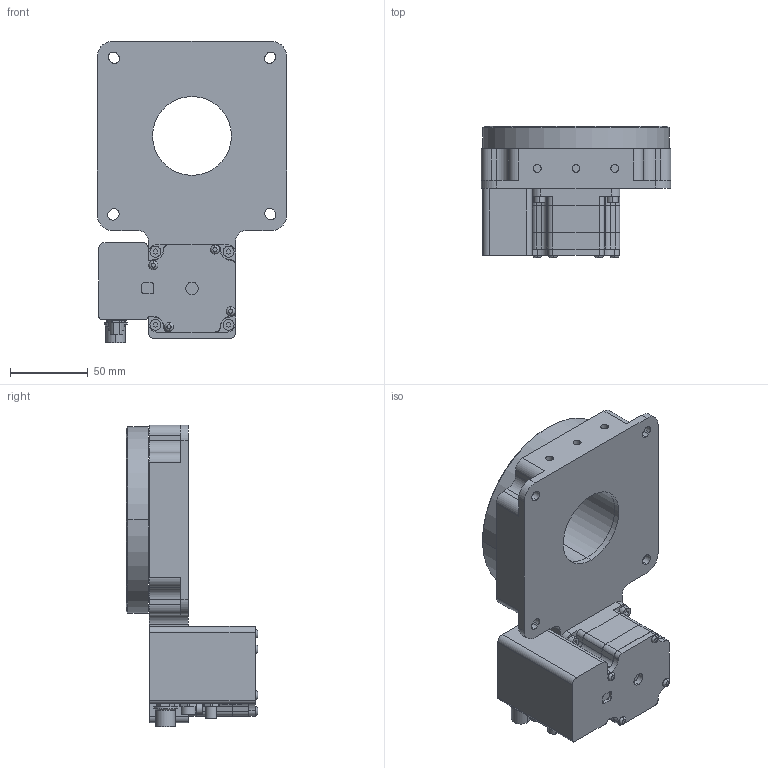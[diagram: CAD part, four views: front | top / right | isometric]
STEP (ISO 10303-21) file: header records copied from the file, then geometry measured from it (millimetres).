
FILE_DESCRIPTION (( 'STEP AP203' ), '1' );
FILE_NAME ('X-RSB120xD.step', '2023-05-30T18:48:37', ( '' ), ( '' ), 'SwSTEP 2.0', 'SolidWorks 2019', '' );
FILE_SCHEMA (( 'CONFIG_CONTROL_DESIGN' ));
Length unit declared in the file: millimetre
Products named in the file (4): RSB120_top^RSB120; X-RSB120xD; RSB120_base^RSB120_RSB120; RSB120_motor^RSB120_X-RSB (short)
Assembly tree (3 placements, depth 2):
  X-RSB120xD
    RSB120_base^RSB120_RSB120
    RSB120_top^RSB120
    RSB120_motor^RSB120_X-RSB (short)
Bounding box: 122 x 84.65 x 194.25 mm (x, y, z)
Volume: 761230.4 mm3; surface area: 164502.7 mm2
Topology: 31 solids, 31 shells, 718 faces, 1707 edges, 1115 vertices
Faces by surface type: plane 388, cylinder 292, cone 30, torus 8
Entity records: 21315 total; most frequent: CARTESIAN_POINT 3786, DIRECTION 3733, ORIENTED_EDGE 3390, EDGE_CURVE 1695, AXIS2_PLACEMENT_3D 1366, VERTEX_POINT 1115, LINE 1001, VECTOR 1001
